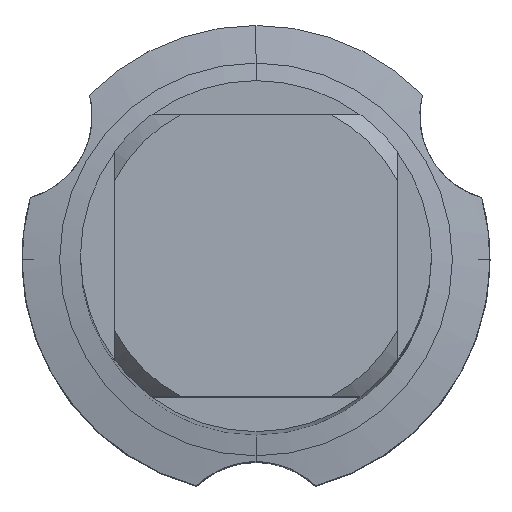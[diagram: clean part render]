
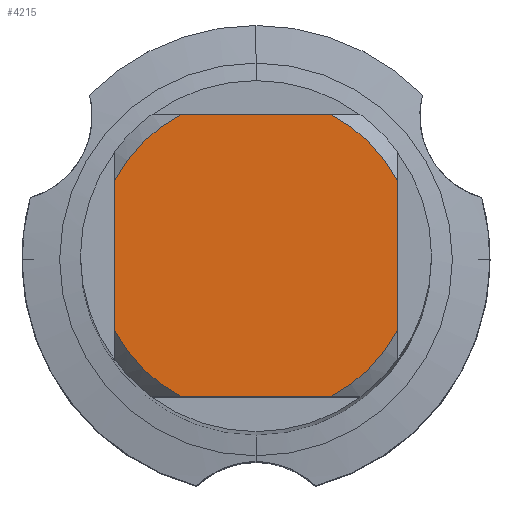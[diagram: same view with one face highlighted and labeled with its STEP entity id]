
A CAD part, top view. The second image highlights one B-rep face of the part: STEP entity #4215.
In plain terms, the highlighted planar face has unit normal (0, 0, 1).
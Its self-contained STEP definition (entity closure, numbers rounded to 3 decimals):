
#2139=EDGE_CURVE('',#2469,#5779,#6149,.T.);
#2167=EDGE_CURVE('',#3767,#5779,#6182,.T.);
#2333=VERTEX_POINT('',#6360);
#2469=VERTEX_POINT('',#6519);
#3395=EDGE_CURVE('',#2469,#5111,#7525,.T.);
#3767=VERTEX_POINT('',#7929);
#3877=EDGE_CURVE('',#4409,#4799,#8049,.T.);
#4115=VERTEX_POINT('',#8305);
#4127=EDGE_CURVE('',#2333,#4115,#8317,.T.);
#4173=EDGE_CURVE('',#2333,#5111,#8369,.T.);
#4215=ADVANCED_FACE('',(#8412),#8413,.T.);
#4409=VERTEX_POINT('',#8622);
#4799=VERTEX_POINT('',#9041);
#5111=VERTEX_POINT('',#9383);
#5257=EDGE_CURVE('',#3767,#4799,#9545,.T.);
#5277=EDGE_CURVE('',#4409,#4115,#9565,.T.);
#5779=VERTEX_POINT('',#10111);
#6149=CIRCLE('',#10553,8.2);
#6182=LINE('',#10615,#10616);
#6360=CARTESIAN_POINT('',(-7.25,3.831,0.0));
#6519=CARTESIAN_POINT('',(3.831,7.25,0.0));
#7525=LINE('',#12877,#12878);
#7929=CARTESIAN_POINT('',(7.25,-3.831,0.0));
#8049=LINE('',#13832,#13833);
#8305=CARTESIAN_POINT('',(-7.25,-3.831,0.0));
#8317=LINE('',#14322,#14323);
#8369=CIRCLE('',#14430,8.2);
#8412=FACE_OUTER_BOUND('',#14552,.T.);
#8413=PLANE('',#14553);
#8622=CARTESIAN_POINT('',(-3.831,-7.25,0.0));
#9041=CARTESIAN_POINT('',(3.831,-7.25,0.0));
#9383=CARTESIAN_POINT('',(-3.831,7.25,0.0));
#9545=CIRCLE('',#16776,8.2);
#9565=CIRCLE('',#16820,8.2);
#10111=CARTESIAN_POINT('',(7.25,3.831,0.0));
#10553=AXIS2_PLACEMENT_3D('',#18301,#18302,#18303);
#10615=CARTESIAN_POINT('',(7.25,2.05,0.0));
#10616=VECTOR('',#18357,1.0);
#12877=CARTESIAN_POINT('',(0.0,7.25,0.0));
#12878=VECTOR('',#19912,1.0);
#13832=CARTESIAN_POINT('',(0.0,-7.25,0.0));
#13833=VECTOR('',#20567,1.0);
#14322=CARTESIAN_POINT('',(-7.25,2.05,0.0));
#14323=VECTOR('',#20813,1.0);
#14430=AXIS2_PLACEMENT_3D('',#20877,#20878,#20879);
#14552=EDGE_LOOP('',(#20913,#20914,#20915,#20916,#20917,#20918,#20919,#20920));
#14553=AXIS2_PLACEMENT_3D('',#20921,#20922,#20923);
#16776=AXIS2_PLACEMENT_3D('',#22252,#22253,#22254);
#16820=AXIS2_PLACEMENT_3D('',#22261,#22262,#22263);
#18301=CARTESIAN_POINT('',(0.0,0.0,0.0));
#18302=DIRECTION('',(0.0,0.0,-1.0));
#18303=DIRECTION('',(0.0,1.0,0.0));
#18357=DIRECTION('',(-0.0,1.0,0.0));
#19912=DIRECTION('',(-1.0,0.0,0.0));
#20567=DIRECTION('',(1.0,0.0,0.0));
#20813=DIRECTION('',(-0.0,-1.0,0.0));
#20877=CARTESIAN_POINT('',(0.0,0.0,0.0));
#20878=DIRECTION('',(0.0,0.0,-1.0));
#20879=DIRECTION('',(0.0,1.0,0.0));
#20913=ORIENTED_EDGE('',*,*,#4127,.T.);
#20914=ORIENTED_EDGE('',*,*,#5277,.F.);
#20915=ORIENTED_EDGE('',*,*,#3877,.T.);
#20916=ORIENTED_EDGE('',*,*,#5257,.F.);
#20917=ORIENTED_EDGE('',*,*,#2167,.T.);
#20918=ORIENTED_EDGE('',*,*,#2139,.F.);
#20919=ORIENTED_EDGE('',*,*,#3395,.T.);
#20920=ORIENTED_EDGE('',*,*,#4173,.F.);
#20921=CARTESIAN_POINT('',(0.0,4.1,0.0));
#20922=DIRECTION('',(-0.0,0.0,1.0));
#20923=DIRECTION('',(0.0,-1.0,0.0));
#22252=CARTESIAN_POINT('',(0.0,0.0,0.0));
#22253=DIRECTION('',(0.0,0.0,-1.0));
#22254=DIRECTION('',(0.0,1.0,0.0));
#22261=CARTESIAN_POINT('',(0.0,0.0,0.0));
#22262=DIRECTION('',(0.0,0.0,-1.0));
#22263=DIRECTION('',(0.0,1.0,0.0));
